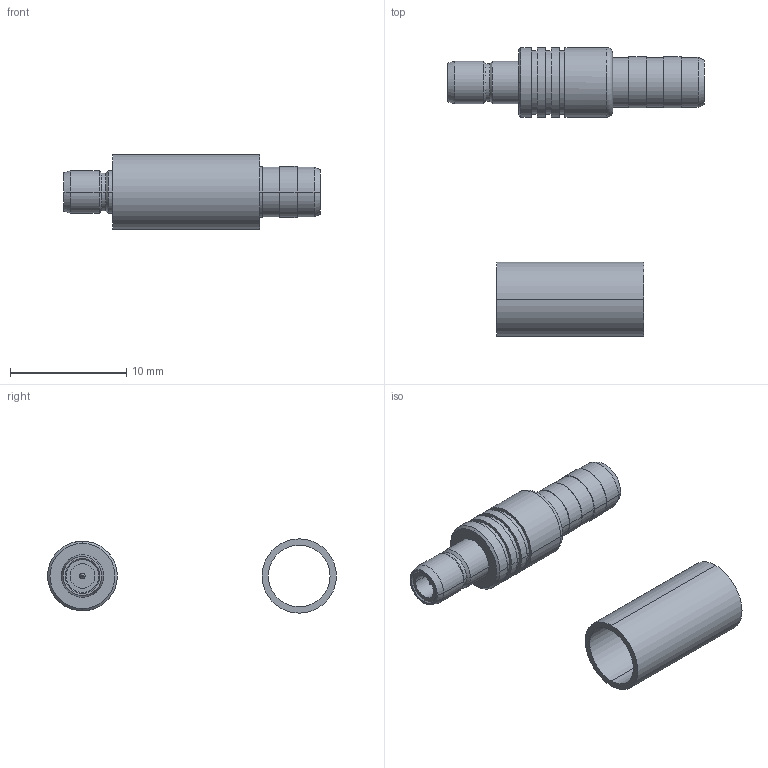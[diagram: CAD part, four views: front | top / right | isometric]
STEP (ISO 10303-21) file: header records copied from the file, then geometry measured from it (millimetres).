
FILE_DESCRIPTION (( 'STEP AP214' ), '1' );
FILE_NAME ('FMCN5438_3D.step', '2025-05-23T15:53:26', ( '' ), ( '' ), 'SwSTEP 2.0', 'SolidWorks 2022', '' );
FILE_SCHEMA (( 'AUTOMOTIVE_DESIGN' ));
Length unit declared in the file: millimetre
Products named in the file (1): FMCN5438_3D
Bounding box: 22.1 x 24.88 x 6.4 mm (x, y, z)
Volume: 455 mm3; surface area: 995.5 mm2
Topology: 2 solids, 2 shells, 77 faces, 157 edges, 100 vertices
Faces by surface type: cylinder 40, plane 20, cone 15, torus 2
Entity records: 2108 total; most frequent: DIRECTION 415, CARTESIAN_POINT 335, ORIENTED_EDGE 314, AXIS2_PLACEMENT_3D 180, EDGE_CURVE 157, CIRCLE 102, VERTEX_POINT 100, EDGE_LOOP 95
